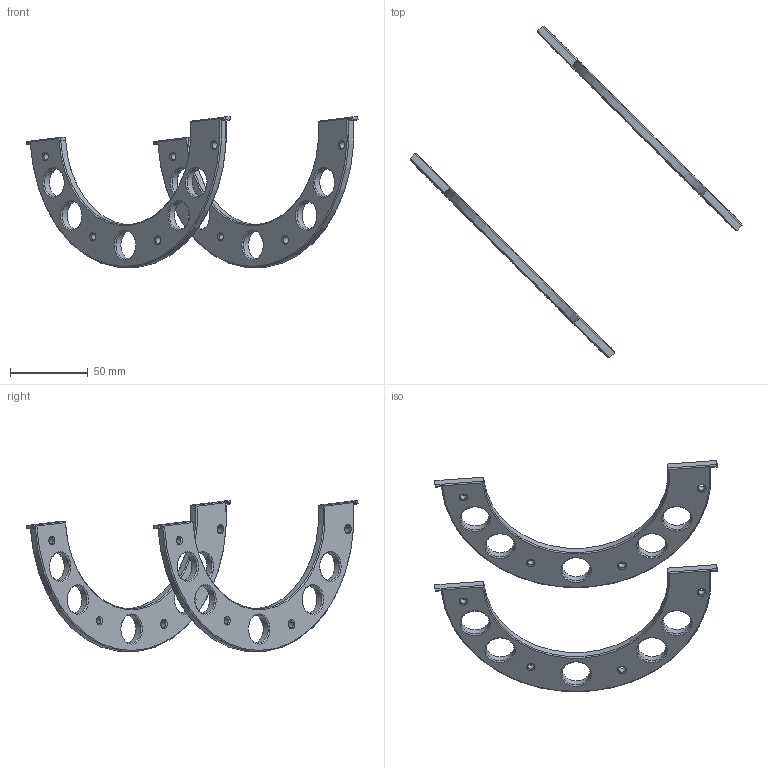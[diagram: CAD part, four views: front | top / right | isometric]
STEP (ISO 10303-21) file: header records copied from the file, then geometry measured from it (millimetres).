
FILE_DESCRIPTION(/* description */ (''),/* implementation_level */ '2;1');
FILE_NAME(/* name */ 'T1.step',/* time_stamp */ '2025-11-07T05:40:43+01:00',/* author */ (''),/* organization */ (''),/* preprocessor_version */ 'ST-DEVELOPER v20.1',/* originating_system */ 'Autodesk Translation Framework v14.17.0.0',/* authorisation */ '');
FILE_SCHEMA (('AUTOMOTIVE_DESIGN { 1 0 10303 214 3 1 1 }'));
Length unit declared in the file: millimetre
Products named in the file (1): T1
Bounding box: 213.53 x 213.53 x 96.65 mm (x, y, z)
Volume: 60906.9 mm3; surface area: 29623.1 mm2
Topology: 2 solids, 2 shells, 118 faces, 266 edges, 152 vertices
Faces by surface type: plane 52, cone 44, cylinder 22
Full cylindrical faces by diameter (mm): 4 x4, 4.5 x4, 18 x10
Entity records: 3322 total; most frequent: DIRECTION 584, CARTESIAN_POINT 561, ORIENTED_EDGE 532, EDGE_CURVE 266, AXIS2_PLACEMENT_3D 207, LINE 170, VECTOR 170, EDGE_LOOP 154
